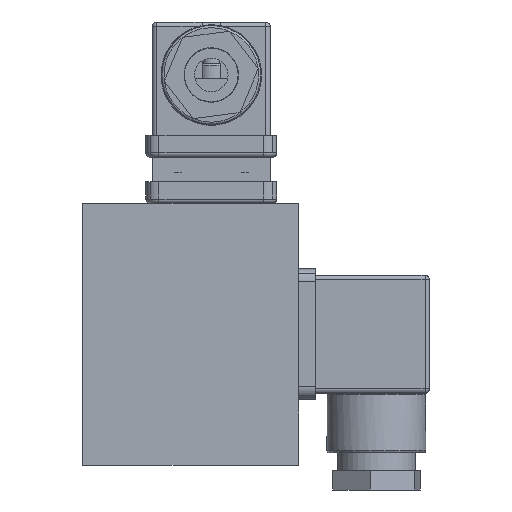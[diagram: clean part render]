
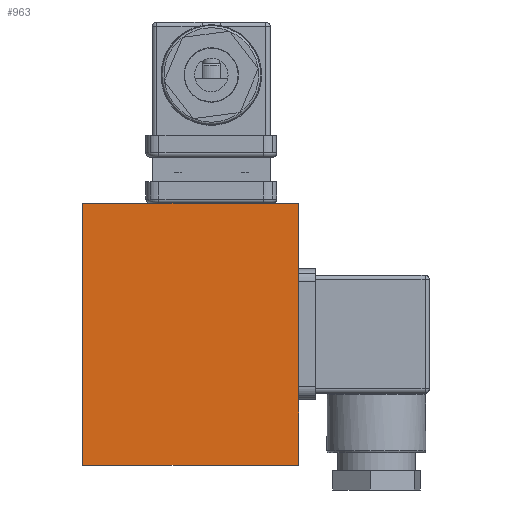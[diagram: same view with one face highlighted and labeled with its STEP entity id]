
A CAD part, left-side view. The second image highlights one B-rep face of the part: STEP entity #963.
In plain terms, the highlighted planar face has unit normal (-1, 0, 0).
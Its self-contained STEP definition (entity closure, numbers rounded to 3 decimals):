
#963 = ADVANCED_FACE( '', ( #2213 ), #2214, .T. );
#2213 = FACE_OUTER_BOUND( '', #3979, .T. );
#2214 = PLANE( '', #3980 );
#3979 = EDGE_LOOP( '', ( #6602, #6603, #6604, #6605 ) );
#3980 = AXIS2_PLACEMENT_3D( '', #6606, #6607, #6608 );
#6602 = ORIENTED_EDGE( '', *, *, #10428, .F. );
#6603 = ORIENTED_EDGE( '', *, *, #10429, .F. );
#6604 = ORIENTED_EDGE( '', *, *, #10430, .T. );
#6605 = ORIENTED_EDGE( '', *, *, #9822, .T. );
#6606 = CARTESIAN_POINT( '', ( -115., 49.5, 30. ) );
#6607 = DIRECTION( '', ( -1., 0., 0. ) );
#6608 = DIRECTION( '', ( 0., 0., 1. ) );
#9822 = EDGE_CURVE( '', #11584, #11581, #11585, .T. );
#10428 = EDGE_CURVE( '', #12581, #11581, #12582, .T. );
#10429 = EDGE_CURVE( '', #12583, #12581, #12584, .T. );
#10430 = EDGE_CURVE( '', #12583, #11584, #12585, .T. );
#11581 = VERTEX_POINT( '', #14155 );
#11584 = VERTEX_POINT( '', #14159 );
#11585 = LINE( '', #14160, #14161 );
#12581 = VERTEX_POINT( '', #15955 );
#12582 = LINE( '', #15956, #15957 );
#12583 = VERTEX_POINT( '', #15958 );
#12584 = LINE( '', #15959, #15960 );
#12585 = LINE( '', #15961, #15962 );
#14155 = CARTESIAN_POINT( '', ( -115., 0., -30. ) );
#14159 = CARTESIAN_POINT( '', ( -115., 49.5, -30. ) );
#14160 = CARTESIAN_POINT( '', ( -115., 49.5, -30. ) );
#14161 = VECTOR( '', #18070, 1000. );
#15955 = CARTESIAN_POINT( '', ( -115., 0., 30. ) );
#15956 = CARTESIAN_POINT( '', ( -115., 0., 30. ) );
#15957 = VECTOR( '', #18557, 1000. );
#15958 = CARTESIAN_POINT( '', ( -115., 49.5, 30. ) );
#15959 = CARTESIAN_POINT( '', ( -115., 49.5, 30. ) );
#15960 = VECTOR( '', #18558, 1000. );
#15961 = CARTESIAN_POINT( '', ( -115., 49.5, 30. ) );
#15962 = VECTOR( '', #18559, 1000. );
#18070 = DIRECTION( '', ( 0., -1., 0. ) );
#18557 = DIRECTION( '', ( 0., 0., -1. ) );
#18558 = DIRECTION( '', ( 0., -1., 0. ) );
#18559 = DIRECTION( '', ( 0., 0., -1. ) );
